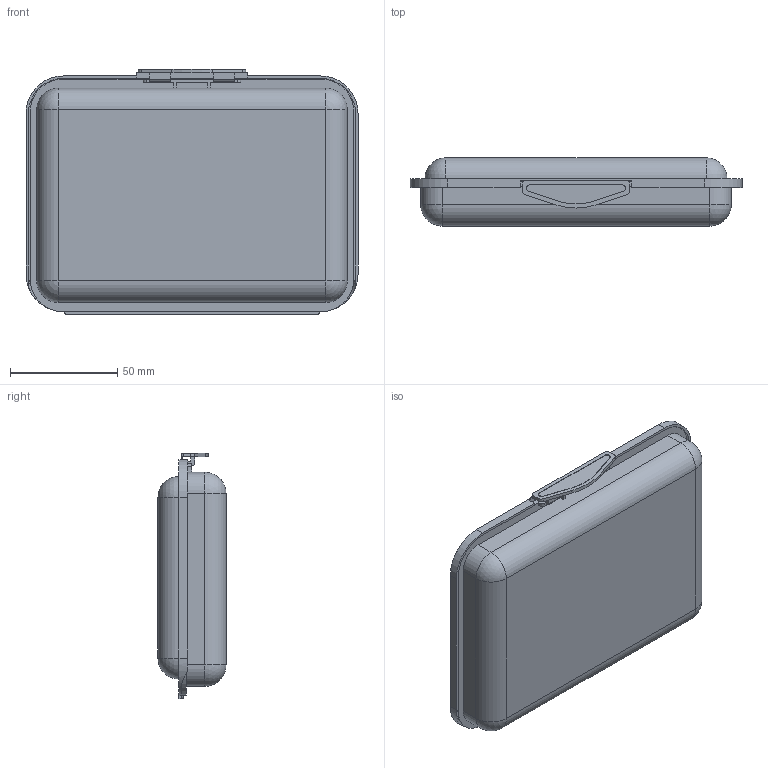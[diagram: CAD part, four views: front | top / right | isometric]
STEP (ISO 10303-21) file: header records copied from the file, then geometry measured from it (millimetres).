
FILE_DESCRIPTION (( 'STEP AP214' ), '1' );
FILE_NAME ('B135 Êîðîáêà ïëàñòèêîâàÿ, 143x98x30 ìì.STEP', '2020-02-21T12:29:02', ( 'Ïîëüçîâàòåëü Windows' ), ( '' ), 'SwSTEP 2.0', 'SolidWorks 2019', '' );
FILE_SCHEMA (( 'AUTOMOTIVE_DESIGN' ));
Length unit declared in the file: millimetre
Products named in the file (4): B135 Êîðîáêà ïëàñòèêîâàÿ, 143x98x30 ìì; B135 ч鸗鍆趌00; B135 澎觐耱黖00; B135 Êðûøêà_00
Assembly tree (3 placements, depth 2):
  B135 Êîðîáêà ïëàñòèêîâàÿ, 143x98x30 ìì
    B135 澎觐耱黖00
    B135 ч鸗鍆趌00
    B135 Êðûøêà_00
Bounding box: 155 x 31.8 x 114.6 mm (x, y, z)
Volume: 53265.4 mm3; surface area: 92387.3 mm2
Topology: 4 solids, 4 shells, 160 faces, 421 edges, 258 vertices
Faces by surface type: plane 83, cylinder 59, sphere 16, bspline 2
Entity records: 5098 total; most frequent: CARTESIAN_POINT 1009, DIRECTION 843, ORIENTED_EDGE 810, EDGE_CURVE 405, AXIS2_PLACEMENT_3D 286, LINE 271, VECTOR 271, VERTEX_POINT 258
